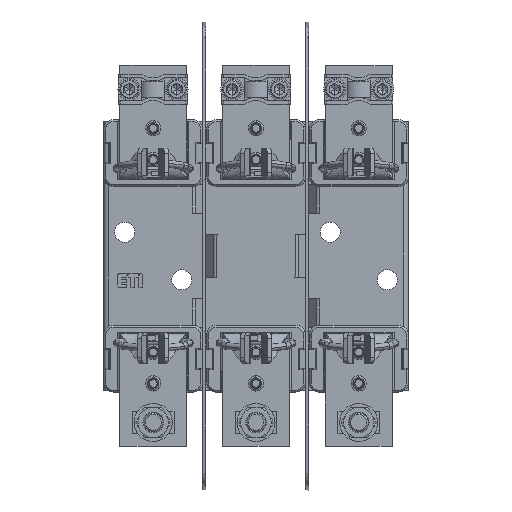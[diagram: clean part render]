
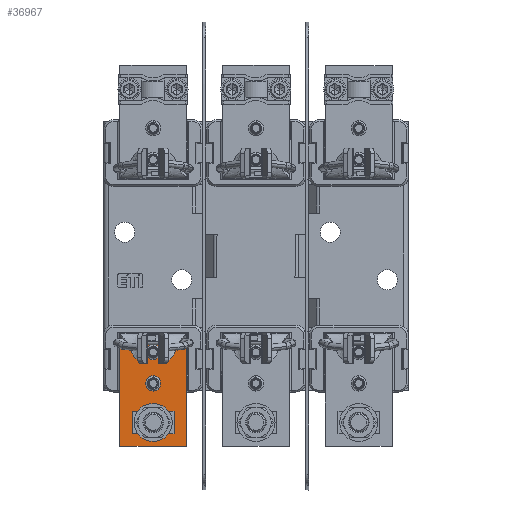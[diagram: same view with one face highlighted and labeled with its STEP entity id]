
A CAD part, top view. The second image highlights one B-rep face of the part: STEP entity #36967.
In plain terms, the highlighted face is planar.
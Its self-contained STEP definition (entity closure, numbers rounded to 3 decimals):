
#22634=DIRECTION('',(1.,0.,0.));
#22635=VECTOR('',#22634,55.);
#22636=CARTESIAN_POINT('',(2.,0.,17.5));
#22637=LINE('',#22636,#22635);
#25118=DIRECTION('',(0.,0.,1.));
#25119=VECTOR('',#25118,14.5);
#25120=CARTESIAN_POINT('',(2.,0.,-17.5));
#25121=LINE('',#25120,#25119);
#25132=DIRECTION('',(1.,0.,0.));
#25133=VECTOR('',#25132,55.);
#25134=CARTESIAN_POINT('',(2.,0.,-17.5));
#25135=LINE('',#25134,#25133);
#25139=DIRECTION('',(0.,0.,1.));
#25140=VECTOR('',#25139,35.);
#25141=CARTESIAN_POINT('',(57.,0.,-17.5));
#25142=LINE('',#25141,#25140);
#25146=DIRECTION('',(0.,0.,-1.));
#25147=VECTOR('',#25146,2.4);
#25148=CARTESIAN_POINT('',(50.45,0.,10.95));
#25149=LINE('',#25148,#25147);
#25153=DIRECTION('',(-1.,0.,0.));
#25154=VECTOR('',#25153,11.9);
#25155=CARTESIAN_POINT('',(50.45,0.,8.55));
#25156=LINE('',#25155,#25154);
#25160=DIRECTION('',(0.,0.,1.));
#25161=VECTOR('',#25160,2.4);
#25162=CARTESIAN_POINT('',(38.55,0.,8.55));
#25163=LINE('',#25162,#25161);
#25167=DIRECTION('',(1.,0.,0.));
#25168=VECTOR('',#25167,11.9);
#25169=CARTESIAN_POINT('',(38.55,0.,10.95));
#25170=LINE('',#25169,#25168);
#25174=DIRECTION('',(-1.,0.,0.));
#25175=VECTOR('',#25174,11.9);
#25176=CARTESIAN_POINT('',(50.45,0.,-10.95));
#25177=LINE('',#25176,#25175);
#25181=DIRECTION('',(0.,0.,1.));
#25182=VECTOR('',#25181,2.4);
#25183=CARTESIAN_POINT('',(38.55,0.,-10.95));
#25184=LINE('',#25183,#25182);
#25188=DIRECTION('',(1.,0.,0.));
#25189=VECTOR('',#25188,11.9);
#25190=CARTESIAN_POINT('',(38.55,0.,-8.55));
#25191=LINE('',#25190,#25189);
#25195=DIRECTION('',(0.,0.,-1.));
#25196=VECTOR('',#25195,2.4);
#25197=CARTESIAN_POINT('',(50.45,0.,-8.55));
#25198=LINE('',#25197,#25196);
#25202=CARTESIAN_POINT('',(7.5,0.,0.));
#25203=DIRECTION('',(0.,1.,0.));
#25204=DIRECTION('',(1.,0.,0.));
#25205=AXIS2_PLACEMENT_3D('',#25202,#25203,#25204);
#25210=CARTESIAN_POINT('',(7.5,0.,0.));
#25211=DIRECTION('',(0.,1.,0.));
#25212=DIRECTION('',(-1.,0.,-0.004));
#25213=AXIS2_PLACEMENT_3D('',#25210,#25211,#25212);
#25218=CARTESIAN_POINT('',(7.5,0.,0.));
#25219=DIRECTION('',(0.,1.,0.));
#25220=DIRECTION('',(-1.,0.,0.));
#25221=AXIS2_PLACEMENT_3D('',#25218,#25219,#25220);
#25226=CARTESIAN_POINT('',(7.5,0.,0.));
#25227=DIRECTION('',(0.,1.,0.));
#25228=DIRECTION('',(1.,0.,0.004));
#25229=AXIS2_PLACEMENT_3D('',#25226,#25227,#25228);
#25234=CARTESIAN_POINT('',(24.,0.,0.));
#25235=DIRECTION('',(0.,1.,0.));
#25236=DIRECTION('',(1.,0.,0.));
#25237=AXIS2_PLACEMENT_3D('',#25234,#25235,#25236);
#25242=CARTESIAN_POINT('',(24.,0.,0.));
#25243=DIRECTION('',(0.,1.,0.));
#25244=DIRECTION('',(-1.,0.,-0.004));
#25245=AXIS2_PLACEMENT_3D('',#25242,#25243,#25244);
#25250=CARTESIAN_POINT('',(24.,0.,0.));
#25251=DIRECTION('',(0.,1.,0.));
#25252=DIRECTION('',(-1.,0.,0.));
#25253=AXIS2_PLACEMENT_3D('',#25250,#25251,#25252);
#25258=CARTESIAN_POINT('',(24.,0.,0.));
#25259=DIRECTION('',(0.,1.,0.));
#25260=DIRECTION('',(1.,0.,0.004));
#25261=AXIS2_PLACEMENT_3D('',#25258,#25259,#25260);
#25266=CARTESIAN_POINT('',(44.5,0.,0.));
#25267=DIRECTION('',(0.,1.,0.));
#25268=DIRECTION('',(-1.,0.,0.));
#25269=AXIS2_PLACEMENT_3D('',#25266,#25267,#25268);
#25274=CARTESIAN_POINT('',(44.5,0.,0.));
#25275=DIRECTION('',(0.,1.,0.));
#25276=DIRECTION('',(1.,0.,0.));
#25277=AXIS2_PLACEMENT_3D('',#25274,#25275,#25276);
#25282=DIRECTION('',(0.,0.,1.));
#25283=VECTOR('',#25282,14.5);
#25284=CARTESIAN_POINT('',(2.,0.,3.));
#25285=LINE('',#25284,#25283);
#25334=DIRECTION('',(0.,0.,1.));
#25335=VECTOR('',#25334,6.);
#25336=CARTESIAN_POINT('',(2.,0.,-3.));
#25337=LINE('',#25336,#25335);
#25965=CARTESIAN_POINT('',(2.,0.,17.5));
#25966=VERTEX_POINT('',#25965);
#25967=CARTESIAN_POINT('',(57.,0.,17.5));
#25968=VERTEX_POINT('',#25967);
#26152=CARTESIAN_POINT('',(57.,0.,-17.5));
#26153=VERTEX_POINT('',#26152);
#26154=CARTESIAN_POINT('',(2.,0.,-17.5));
#26155=VERTEX_POINT('',#26154);
#26229=CARTESIAN_POINT('',(2.,0.,-3.));
#26230=VERTEX_POINT('',#26229);
#26231=CARTESIAN_POINT('',(2.,0.,3.));
#26232=VERTEX_POINT('',#26231);
#26233=CARTESIAN_POINT('',(50.45,0.,10.95));
#26234=CARTESIAN_POINT('',(50.45,0.,8.55));
#26235=VERTEX_POINT('',#26233);
#26236=VERTEX_POINT('',#26234);
#26237=CARTESIAN_POINT('',(38.55,0.,8.55));
#26238=VERTEX_POINT('',#26237);
#26239=CARTESIAN_POINT('',(38.55,0.,10.95));
#26240=VERTEX_POINT('',#26239);
#26241=CARTESIAN_POINT('',(50.45,0.,-10.95));
#26242=CARTESIAN_POINT('',(38.55,0.,-10.95));
#26243=VERTEX_POINT('',#26241);
#26244=VERTEX_POINT('',#26242);
#26245=CARTESIAN_POINT('',(38.55,0.,-8.55));
#26246=VERTEX_POINT('',#26245);
#26247=CARTESIAN_POINT('',(50.45,0.,-8.55));
#26248=VERTEX_POINT('',#26247);
#26249=CARTESIAN_POINT('',(11.5,0.,0.));
#26250=CARTESIAN_POINT('',(3.5,0.,-0.014));
#26251=VERTEX_POINT('',#26249);
#26252=VERTEX_POINT('',#26250);
#26253=CARTESIAN_POINT('',(3.5,0.,
0.));
#26254=VERTEX_POINT('',#26253);
#26255=CARTESIAN_POINT('',(11.5,0.,0.014));
#26256=VERTEX_POINT('',#26255);
#26257=CARTESIAN_POINT('',(28.,0.,0.));
#26258=CARTESIAN_POINT('',(20.,0.,-0.014));
#26259=VERTEX_POINT('',#26257);
#26260=VERTEX_POINT('',#26258);
#26261=CARTESIAN_POINT('',(20.,0.,
0.));
#26262=VERTEX_POINT('',#26261);
#26263=CARTESIAN_POINT('',(28.,0.,0.014));
#26264=VERTEX_POINT('',#26263);
#26265=CARTESIAN_POINT('',(39.,0.,0.));
#26266=CARTESIAN_POINT('',(50.,0.,0.));
#26267=VERTEX_POINT('',#26265);
#26268=VERTEX_POINT('',#26266);
#36905=CARTESIAN_POINT('',(7.5,0.,-17.5));
#36906=DIRECTION('',(0.,1.,0.));
#36907=DIRECTION('',(-1.,0.,0.));
#36908=AXIS2_PLACEMENT_3D('',#36905,#36906,#36907);
#36909=PLANE('',#36908);
#36910=ORIENTED_EDGE('',*,*,#36888,.F.);
#36911=ORIENTED_EDGE('',*,*,#32233,.T.);
#36913=ORIENTED_EDGE('',*,*,#36912,.T.);
#36914=ORIENTED_EDGE('',*,*,#26362,.F.);
#36916=ORIENTED_EDGE('',*,*,#36915,.F.);
#36918=ORIENTED_EDGE('',*,*,#36917,.F.);
#36919=EDGE_LOOP('',(#36910,#36911,#36913,#36914,#36916,#36918));
#36920=FACE_OUTER_BOUND('',#36919,.F.);
#36922=ORIENTED_EDGE('',*,*,#36921,.T.);
#36924=ORIENTED_EDGE('',*,*,#36923,.T.);
#36926=ORIENTED_EDGE('',*,*,#36925,.T.);
#36928=ORIENTED_EDGE('',*,*,#36927,.T.);
#36929=EDGE_LOOP('',(#36922,#36924,#36926,#36928));
#36930=FACE_BOUND('',#36929,.F.);
#36932=ORIENTED_EDGE('',*,*,#36931,.T.);
#36934=ORIENTED_EDGE('',*,*,#36933,.T.);
#36936=ORIENTED_EDGE('',*,*,#36935,.T.);
#36938=ORIENTED_EDGE('',*,*,#36937,.T.);
#36939=EDGE_LOOP('',(#36932,#36934,#36936,#36938));
#36940=FACE_BOUND('',#36939,.F.);
#36942=ORIENTED_EDGE('',*,*,#36941,.T.);
#36944=ORIENTED_EDGE('',*,*,#36943,.T.);
#36946=ORIENTED_EDGE('',*,*,#36945,.T.);
#36948=ORIENTED_EDGE('',*,*,#36947,.T.);
#36949=EDGE_LOOP('',(#36942,#36944,#36946,#36948));
#36950=FACE_BOUND('',#36949,.F.);
#36952=ORIENTED_EDGE('',*,*,#36951,.T.);
#36954=ORIENTED_EDGE('',*,*,#36953,.T.);
#36956=ORIENTED_EDGE('',*,*,#36955,.T.);
#36958=ORIENTED_EDGE('',*,*,#36957,.T.);
#36959=EDGE_LOOP('',(#36952,#36954,#36956,#36958));
#36960=FACE_BOUND('',#36959,.F.);
#36962=ORIENTED_EDGE('',*,*,#36961,.T.);
#36964=ORIENTED_EDGE('',*,*,#36963,.T.);
#36965=EDGE_LOOP('',(#36962,#36964));
#36966=FACE_BOUND('',#36965,.F.);
#25206=CIRCLE('',#25205,4.);
#25214=CIRCLE('',#25213,4.);
#25222=CIRCLE('',#25221,4.);
#25230=CIRCLE('',#25229,4.);
#25238=CIRCLE('',#25237,4.);
#25246=CIRCLE('',#25245,4.);
#25254=CIRCLE('',#25253,4.);
#25262=CIRCLE('',#25261,4.);
#25270=CIRCLE('',#25269,5.5);
#25278=CIRCLE('',#25277,5.5);
#26362=EDGE_CURVE('',#25966,#25968,#22637,.T.);
#32233=EDGE_CURVE('',#26155,#26153,#25135,.T.);
#36888=EDGE_CURVE('',#26155,#26230,#25121,.T.);
#36912=EDGE_CURVE('',#26153,#25968,#25142,.T.);
#36915=EDGE_CURVE('',#26232,#25966,#25285,.T.);
#36917=EDGE_CURVE('',#26230,#26232,#25337,.T.);
#36921=EDGE_CURVE('',#26235,#26236,#25149,.T.);
#36923=EDGE_CURVE('',#26236,#26238,#25156,.T.);
#36925=EDGE_CURVE('',#26238,#26240,#25163,.T.);
#36927=EDGE_CURVE('',#26240,#26235,#25170,.T.);
#36931=EDGE_CURVE('',#26243,#26244,#25177,.T.);
#36933=EDGE_CURVE('',#26244,#26246,#25184,.T.);
#36935=EDGE_CURVE('',#26246,#26248,#25191,.T.);
#36937=EDGE_CURVE('',#26248,#26243,#25198,.T.);
#36941=EDGE_CURVE('',#26251,#26252,#25206,.T.);
#36943=EDGE_CURVE('',#26252,#26254,#25214,.T.);
#36945=EDGE_CURVE('',#26254,#26256,#25222,.T.);
#36947=EDGE_CURVE('',#26256,#26251,#25230,.T.);
#36951=EDGE_CURVE('',#26259,#26260,#25238,.T.);
#36953=EDGE_CURVE('',#26260,#26262,#25246,.T.);
#36955=EDGE_CURVE('',#26262,#26264,#25254,.T.);
#36957=EDGE_CURVE('',#26264,#26259,#25262,.T.);
#36961=EDGE_CURVE('',#26267,#26268,#25270,.T.);
#36963=EDGE_CURVE('',#26268,#26267,#25278,.T.);
#36967=ADVANCED_FACE('',(#36920,#36930,#36940,#36950,#36960,#36966),#36909,.T.);
